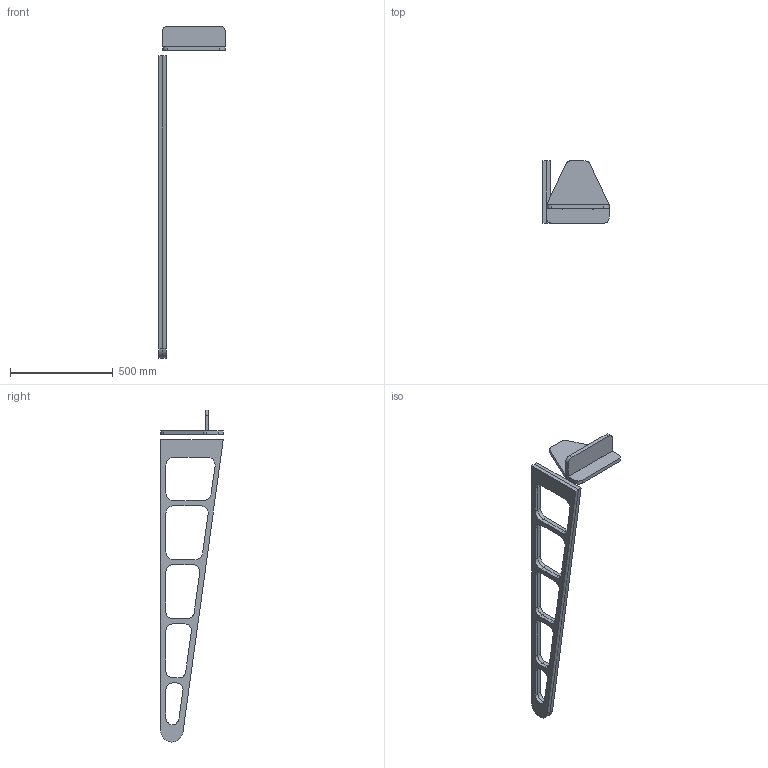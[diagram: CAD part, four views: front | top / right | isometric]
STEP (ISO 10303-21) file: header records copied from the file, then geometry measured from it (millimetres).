
FILE_DESCRIPTION(/* description */ (''),/* implementation_level */ '2;1');
FILE_NAME(/* name */ 'arm v3.step',/* time_stamp */ '2021-09-08T14:45:58-04:00',/* author */ (''),/* organization */ (''),/* preprocessor_version */ 'ST-DEVELOPER v18.1',/* originating_system */ 'Autodesk Translation Framework v10.10.0.1391',/* authorisation */ '');
FILE_SCHEMA (('AUTOMOTIVE_DESIGN { 1 0 10303 214 3 1 1 }'));
Length unit declared in the file: inch
Products named in the file (5): arm; Component1; Component2; Component3; Component4
Assembly tree (4 placements, depth 2):
  arm
    Component1
    Component2
    Component3
    Component4
Bounding box: 323.34 x 304.8 x 1618.74 mm (x, y, z)
Volume: 6318219.6 mm3; surface area: 982106.5 mm2
Topology: 4 solids, 4 shells, 128 faces, 360 edges, 240 vertices
Faces by surface type: plane 72, cylinder 56
Entity records: 4358 total; most frequent: DIRECTION 746, CARTESIAN_POINT 737, ORIENTED_EDGE 720, EDGE_CURVE 360, AXIS2_PLACEMENT_3D 249, LINE 248, VECTOR 248, VERTEX_POINT 240
